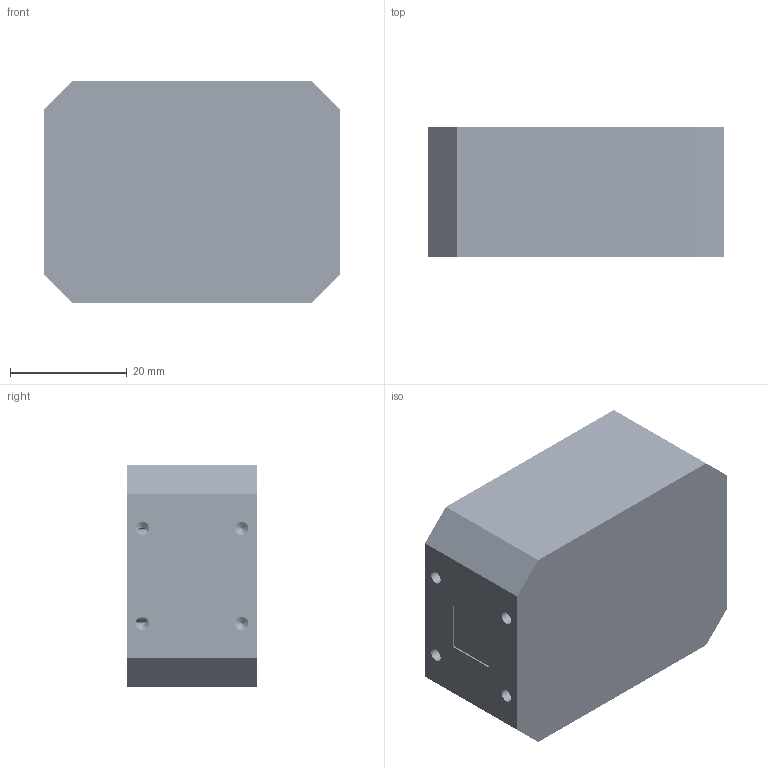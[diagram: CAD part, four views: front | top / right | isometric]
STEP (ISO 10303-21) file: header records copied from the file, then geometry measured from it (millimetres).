
FILE_DESCRIPTION (( 'STEP AP203' ), '1' );
FILE_NAME ('SAT-F3-34034-S1.STEP', '2019-02-11T19:39:35', ( '' ), ( '' ), 'SwSTEP 2.0', 'SolidWorks 2016', '' );
FILE_SCHEMA (( 'CONFIG_CONTROL_DESIGN' ));
Products named in the file (1): SAT-F3-34034-S1
Bounding box: 50.8 x 22.35 x 38.1 mm (x, y, z)
Volume: 40820.4 mm3; surface area: 17966.3 mm2
Topology: 20 solids, 20 shells, 2312 faces, 6330 edges, 4101 vertices
Faces by surface type: cylinder 1780, cone 257, plane 239, bspline 36
Entity records: 111142 total; most frequent: CARTESIAN_POINT 62473, ORIENTED_EDGE 12620, DIRECTION 7967, EDGE_CURVE 6310, VERTEX_POINT 4101, AXIS2_PLACEMENT_3D 2875, EDGE_LOOP 2415, ADVANCED_FACE 2312
